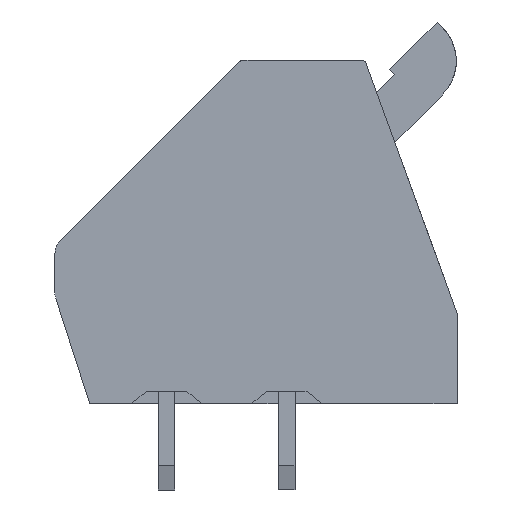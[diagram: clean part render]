
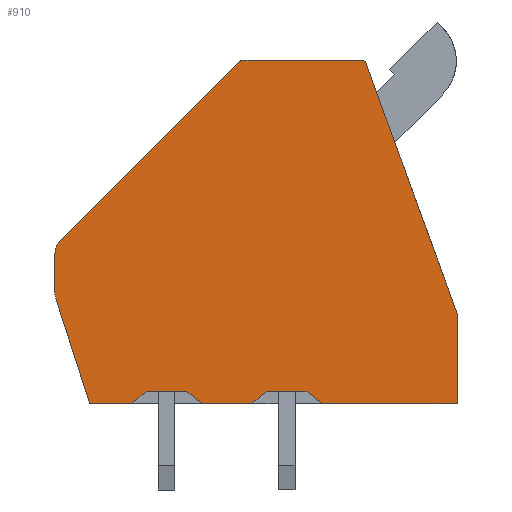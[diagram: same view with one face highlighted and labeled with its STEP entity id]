
A CAD part, front view. The second image highlights one B-rep face of the part: STEP entity #910.
In plain terms, the highlighted planar face has unit normal (0, -1, 0).
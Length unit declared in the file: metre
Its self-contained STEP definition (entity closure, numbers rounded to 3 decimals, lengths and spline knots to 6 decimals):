
#910=ADVANCED_FACE('',(#2453),#2454,.T.);
#2453=FACE_OUTER_BOUND('',#4791,.T.);
#2454=PLANE('',#4792);
#4791=EDGE_LOOP('',(#7433,#7434,#7435,#7436,#7437,#7438,#7439,#7440,#7441,#7442,#7443,#7444,#7445,#7446,#7447,#7448,#7449,#7450,#7451));
#4792=AXIS2_PLACEMENT_3D('',#7452,#7453,#7454);
#7433=ORIENTED_EDGE('',*,*,#13389,.F.);
#7434=ORIENTED_EDGE('',*,*,#13374,.F.);
#7435=ORIENTED_EDGE('',*,*,#13384,.F.);
#7436=ORIENTED_EDGE('',*,*,#13226,.T.);
#7437=ORIENTED_EDGE('',*,*,#13386,.T.);
#7438=ORIENTED_EDGE('',*,*,#13380,.T.);
#7439=ORIENTED_EDGE('',*,*,#13392,.T.);
#7440=ORIENTED_EDGE('',*,*,#13346,.T.);
#7441=ORIENTED_EDGE('',*,*,#13350,.T.);
#7442=ORIENTED_EDGE('',*,*,#13365,.T.);
#7443=ORIENTED_EDGE('',*,*,#13402,.T.);
#7444=ORIENTED_EDGE('',*,*,#13414,.T.);
#7445=ORIENTED_EDGE('',*,*,#13395,.T.);
#7446=ORIENTED_EDGE('',*,*,#13405,.T.);
#7447=ORIENTED_EDGE('',*,*,#13410,.T.);
#7448=ORIENTED_EDGE('',*,*,#13412,.F.);
#7449=ORIENTED_EDGE('',*,*,#13358,.F.);
#7450=ORIENTED_EDGE('',*,*,#13363,.F.);
#7451=ORIENTED_EDGE('',*,*,#13400,.T.);
#7452=CARTESIAN_POINT('',(0.022283,0.138317,-0.037014));
#7453=DIRECTION('',(0.0,-1.0,0.));
#7454=DIRECTION('',(0.0,0.,-1.0));
#13226=EDGE_CURVE('',#15696,#15698,#15700,.T.);
#13346=EDGE_CURVE('',#15879,#15880,#15881,.T.);
#13350=EDGE_CURVE('',#15880,#15885,#15886,.T.);
#13358=EDGE_CURVE('',#15895,#15897,#15898,.T.);
#13363=EDGE_CURVE('',#15902,#15895,#15904,.T.);
#13365=EDGE_CURVE('',#15885,#15906,#15907,.T.);
#13374=EDGE_CURVE('',#15918,#15920,#15921,.T.);
#13380=EDGE_CURVE('',#15929,#15930,#15931,.T.);
#13384=EDGE_CURVE('',#15696,#15918,#15935,.T.);
#13386=EDGE_CURVE('',#15698,#15929,#15937,.T.);
#13389=EDGE_CURVE('',#15920,#15940,#15941,.T.);
#13392=EDGE_CURVE('',#15930,#15879,#15944,.T.);
#13395=EDGE_CURVE('',#15947,#15948,#15949,.T.);
#13400=EDGE_CURVE('',#15902,#15940,#15954,.T.);
#13402=EDGE_CURVE('',#15906,#15956,#15957,.T.);
#13405=EDGE_CURVE('',#15948,#15960,#15961,.T.);
#13410=EDGE_CURVE('',#15960,#15965,#15967,.T.);
#13412=EDGE_CURVE('',#15897,#15965,#15969,.T.);
#13414=EDGE_CURVE('',#15956,#15947,#15971,.T.);
#15696=VERTEX_POINT('',#19346);
#15698=VERTEX_POINT('',#19349);
#15700=LINE('',#19352,#19353);
#15879=VERTEX_POINT('',#19598);
#15880=VERTEX_POINT('',#19599);
#15881=LINE('',#19600,#19601);
#15885=VERTEX_POINT('',#19607);
#15886=CIRCLE('',#19608,0.0002);
#15895=VERTEX_POINT('',#19618);
#15897=VERTEX_POINT('',#19621);
#15898=LINE('',#19622,#19623);
#15902=VERTEX_POINT('',#19628);
#15904=LINE('',#19631,#19632);
#15906=VERTEX_POINT('',#19634);
#15907=LINE('',#19635,#19636);
#15918=VERTEX_POINT('',#19648);
#15920=VERTEX_POINT('',#19651);
#15921=LINE('',#19652,#19653);
#15929=VERTEX_POINT('',#19662);
#15930=VERTEX_POINT('',#19663);
#15931=LINE('',#19664,#19665);
#15935=LINE('',#19671,#19672);
#15937=LINE('',#19674,#19675);
#15940=VERTEX_POINT('',#19678);
#15941=LINE('',#19679,#19680);
#15944=CIRCLE('',#19684,0.0002);
#15947=VERTEX_POINT('',#19687);
#15948=VERTEX_POINT('',#19688);
#15949=CIRCLE('',#19689,0.0008);
#15954=LINE('',#19696,#19697);
#15956=VERTEX_POINT('',#19699);
#15957=CIRCLE('',#19700,0.0008);
#15960=VERTEX_POINT('',#19704);
#15961=LINE('',#19705,#19706);
#15965=VERTEX_POINT('',#19711);
#15967=LINE('',#19714,#19715);
#15969=LINE('',#19717,#19718);
#15971=LINE('',#19720,#19721);
#19346=CARTESIAN_POINT('',(0.02061,0.138317,-0.051114));
#19349=CARTESIAN_POINT('',(0.026264,0.138317,-0.051114));
#19352=CARTESIAN_POINT('',(0.026264,0.138317,-0.051114));
#19353=VECTOR('',#24264,1.0);
#19598=CARTESIAN_POINT('',(0.022283,0.138317,-0.036814));
#19599=CARTESIAN_POINT('',(0.017347,0.138317,-0.036814));
#19600=CARTESIAN_POINT('',(0.017347,0.138317,-0.036814));
#19601=VECTOR('',#24397,1.0);
#19607=CARTESIAN_POINT('',(0.017205,0.138317,-0.036873));
#19608=AXIS2_PLACEMENT_3D('',#24400,#24401,#24402);
#19618=CARTESIAN_POINT('',(0.015014,0.138317,-0.050614));
#19621=CARTESIAN_POINT('',(0.013314,0.138317,-0.050614));
#19622=CARTESIAN_POINT('',(0.022283,0.138317,-0.050614));
#19623=VECTOR('',#24411,1.0);
#19628=CARTESIAN_POINT('',(0.01561,0.138317,-0.051114));
#19631=CARTESIAN_POINT('',(0.012583,0.138317,-0.048574));
#19632=VECTOR('',#24414,1.0);
#19634=CARTESIAN_POINT('',(0.009748,0.138317,-0.04433));
#19635=CARTESIAN_POINT('',(0.009748,0.138317,-0.04433));
#19636=VECTOR('',#24415,1.0);
#19648=CARTESIAN_POINT('',(0.020014,0.138317,-0.050614));
#19651=CARTESIAN_POINT('',(0.018314,0.138317,-0.050614));
#19652=CARTESIAN_POINT('',(0.022243,0.138317,-0.050614));
#19653=VECTOR('',#24427,1.0);
#19662=CARTESIAN_POINT('',(0.026264,0.138317,-0.047366));
#19663=CARTESIAN_POINT('',(0.022471,0.138317,-0.036946));
#19664=CARTESIAN_POINT('',(0.022471,0.138317,-0.036946));
#19665=VECTOR('',#24435,1.0);
#19671=CARTESIAN_POINT('',(0.014625,0.138317,-0.046093));
#19672=VECTOR('',#24438,1.0);
#19674=CARTESIAN_POINT('',(0.026264,0.138317,-0.047366));
#19675=VECTOR('',#24439,1.0);
#19678=CARTESIAN_POINT('',(0.017718,0.138317,-0.051114));
#19679=CARTESIAN_POINT('',(0.027316,0.138317,-0.04306));
#19680=VECTOR('',#24440,1.0);
#19684=AXIS2_PLACEMENT_3D('',#24442,#24443,#24444);
#19687=CARTESIAN_POINT('',(0.009514,0.138317,-0.046488));
#19688=CARTESIAN_POINT('',(0.009552,0.138317,-0.046734));
#19689=AXIS2_PLACEMENT_3D('',#24445,#24446,#24447);
#19696=CARTESIAN_POINT('',(0.026264,0.138317,-0.051114));
#19697=VECTOR('',#24450,1.0);
#19699=CARTESIAN_POINT('',(0.009514,0.138317,-0.044895));
#19700=AXIS2_PLACEMENT_3D('',#24451,#24452,#24453);
#19704=CARTESIAN_POINT('',(0.010964,0.138317,-0.051114));
#19705=CARTESIAN_POINT('',(0.010964,0.138317,-0.051114));
#19706=VECTOR('',#24455,1.0);
#19711=CARTESIAN_POINT('',(0.012718,0.138317,-0.051114));
#19714=CARTESIAN_POINT('',(0.026264,0.138317,-0.051114));
#19715=VECTOR('',#24458,1.0);
#19717=CARTESIAN_POINT('',(0.025274,0.138317,-0.040578));
#19718=VECTOR('',#24459,1.0);
#19720=CARTESIAN_POINT('',(0.009514,0.138317,-0.046488));
#19721=VECTOR('',#24460,1.0);
#24264=DIRECTION('',(1.0,0.0,0.0));
#24397=DIRECTION('',(-1.0,0.0,0.0));
#24400=CARTESIAN_POINT('',(0.017347,0.138317,-0.037014));
#24401=DIRECTION('',(0.,-1.0,0.));
#24402=DIRECTION('',(0.383,0.,-0.924));
#24411=DIRECTION('',(-1.0,0.0,0.0));
#24414=DIRECTION('',(-0.766,0.,0.643));
#24415=DIRECTION('',(-0.707,0.,-0.707));
#24427=DIRECTION('',(-1.0,0.0,0.0));
#24435=DIRECTION('',(-0.342,0.,0.94));
#24438=DIRECTION('',(-0.766,0.,0.643));
#24439=DIRECTION('',(0.,0.,1.0));
#24440=DIRECTION('',(-0.766,0.,-0.643));
#24442=CARTESIAN_POINT('',(0.022283,0.138317,-0.037014));
#24443=DIRECTION('',(0.,-1.0,0.));
#24444=DIRECTION('',(-0.574,0.,-0.819));
#24445=CARTESIAN_POINT('',(0.010314,0.138317,-0.046488));
#24446=DIRECTION('',(0.,-1.0,0.));
#24447=DIRECTION('',(0.988,0.,0.155));
#24450=DIRECTION('',(1.0,0.0,0.0));
#24451=CARTESIAN_POINT('',(0.010314,0.138317,-0.044895));
#24452=DIRECTION('',(0.,-1.0,0.));
#24453=DIRECTION('',(0.924,0.,-0.383));
#24455=DIRECTION('',(0.307,0.,-0.952));
#24458=DIRECTION('',(1.0,0.0,0.0));
#24459=DIRECTION('',(-0.766,0.,-0.643));
#24460=DIRECTION('',(0.,0.,-1.0));
